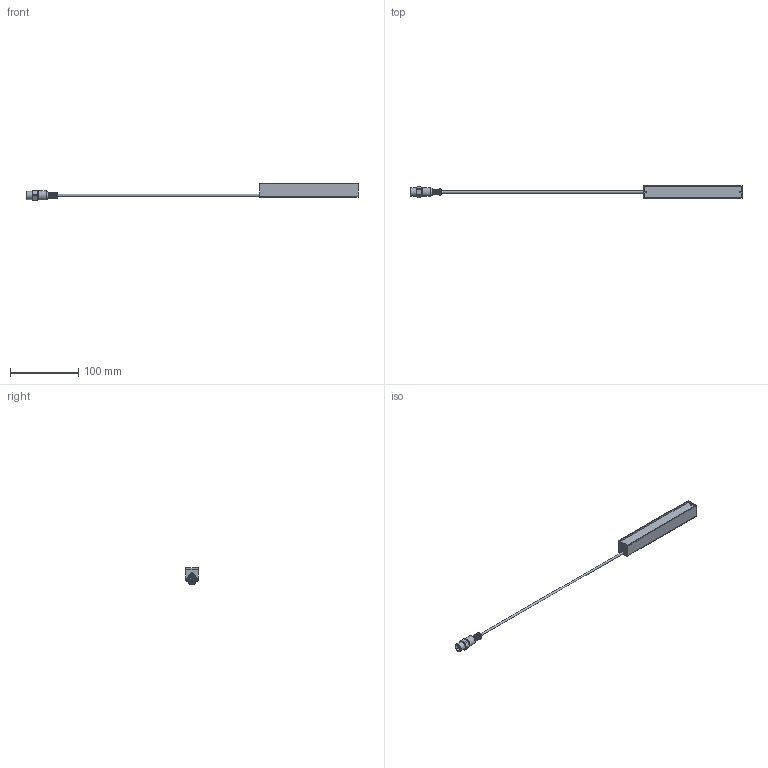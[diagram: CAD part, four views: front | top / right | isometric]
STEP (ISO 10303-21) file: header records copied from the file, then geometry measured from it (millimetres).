
FILE_DESCRIPTION(/* description */ ('DISO X xxx'),/* implementation_level */ '2;1');
FILE_NAME(/* name */ 'BE1-A130-120-Gx-K-BS.stp',/* time_stamp */ '2015-07-22T10:05:58+02:00',/* author */ ('lsa'),/* organization */ (''),/* preprocessor_version */ 'ST-DEVELOPER v15.6',/* originating_system */ 'Autodesk Inventor 2015',/* authorisation */ '');
FILE_SCHEMA (('AUTOMOTIVE_DESIGN { 1 0 10303 214 3 1 1 }'));
Length unit declared in the file: millimetre
Products named in the file (1): Bauteil142
Bounding box: 485.4 x 18 x 24 mm (x, y, z)
Volume: 52438.7 mm3; surface area: 17938.3 mm2
Topology: 1 solids, 9 shells, 288 faces, 678 edges, 431 vertices
Faces by surface type: plane 176, cylinder 65, cone 34, torus 13
Full cylindrical faces by diameter (mm): 1 x3, 1.567 x6, 2.459 x2, 2.5 x4, 3 x3, 3.8 x4, 7.5 x2, 8 x1, 8.5 x4, 9 x1, 10 x1, 10.8 x1, 11.5 x1, 12 x1, 13 x1
Entity records: 7820 total; most frequent: CARTESIAN_POINT 1341, DIRECTION 1300, ORIENTED_EDGE 1142, EDGE_CURVE 571, AXIS2_PLACEMENT_3D 468, VERTEX_POINT 395, EDGE_LOOP 390, LINE 364
